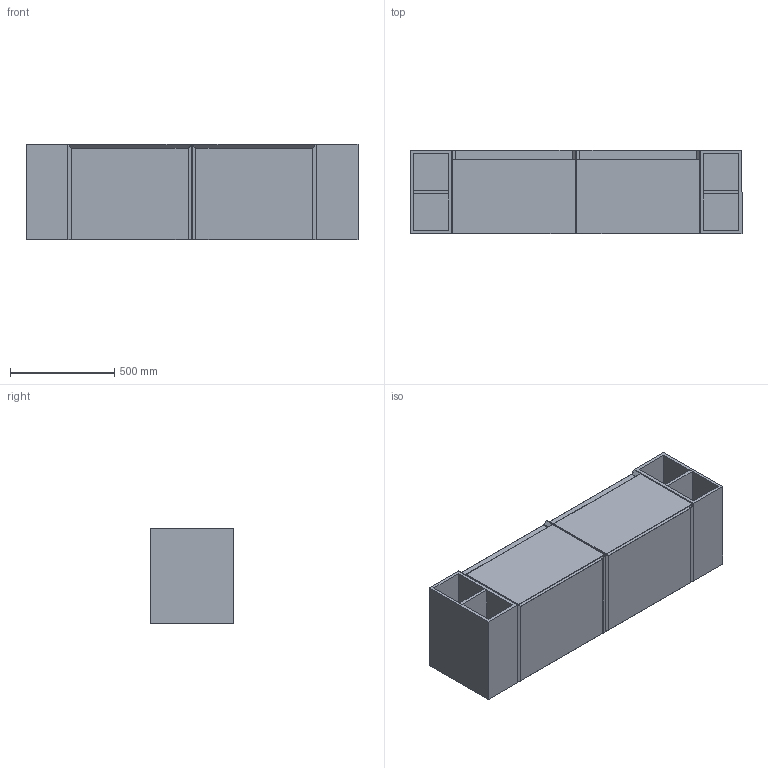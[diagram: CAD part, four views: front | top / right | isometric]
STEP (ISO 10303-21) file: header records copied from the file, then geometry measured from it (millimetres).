
FILE_DESCRIPTION (( 'STEP AP214' ), '1' );
FILE_NAME ('UNI160W2.S2_1_STEP_V10424.STEP', '2024-04-04T13:30:48', ( '' ), ( '' ), 'SwSTEP 2.0', 'SolidWorks 2019', '' );
FILE_SCHEMA (( 'AUTOMOTIVE_DESIGN' ));
Length unit declared in the file: millimetre
Products named in the file (6): Carcass_v10722_600 1D; Drawers_v10722_60cm 1 Drawer; UNI160W2.S2_1_STEP_V10424; UNI Furn_v10722_60 1D; Furniture Spacer_v20224
Assembly tree (8 placements, depth 3):
  UNI160W2.S2_1_STEP_V10424
    Furniture Spacer_v20224  x2
    UNI Furn_v10722_60 1D
      Carcass_v10722_600 1D
      Drawers_v10722_60cm 1 Drawer
    UNI Furn_v10722_60 1D
      Carcass_v10722_600 1D
      Drawers_v10722_60cm 1 Drawer
Bounding box: 1590 x 400 x 455 mm (x, y, z)
Volume: 64789282.8 mm3; surface area: 8255620.7 mm2
Topology: 28 solids, 28 shells, 470 faces, 1010 edges, 524 vertices
Faces by surface type: plane 198, cylinder 180, sphere 88, torus 4
Entity records: 6198 total; most frequent: DIRECTION 1127, CARTESIAN_POINT 979, ORIENTED_EDGE 918, EDGE_CURVE 459, AXIS2_PLACEMENT_3D 424, VECTOR 279, LINE 279, VERTEX_POINT 260
